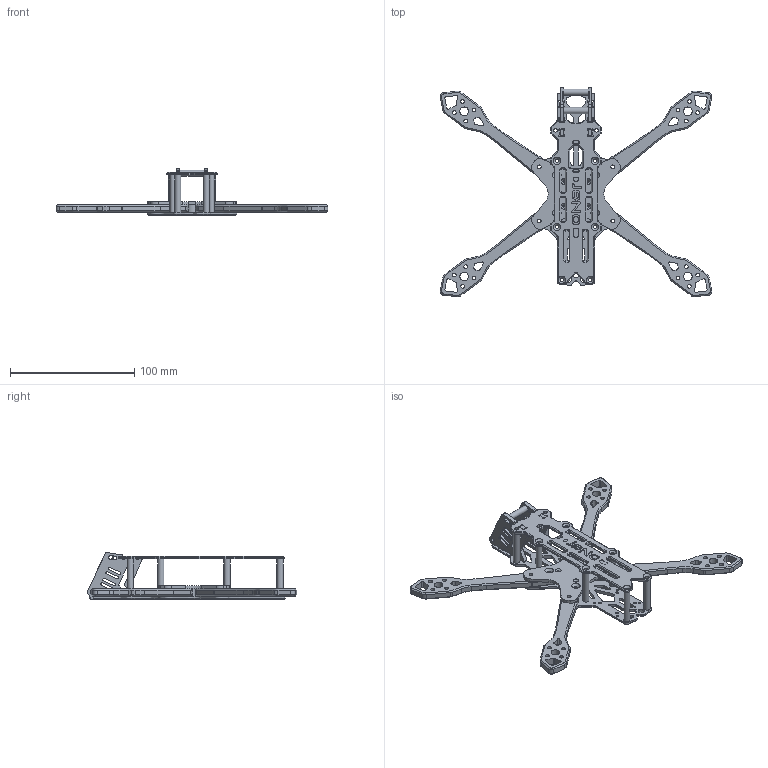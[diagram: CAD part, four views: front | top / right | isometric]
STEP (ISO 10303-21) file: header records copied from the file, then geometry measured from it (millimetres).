
FILE_DESCRIPTION(/* description */ (''),/* implementation_level */ '2;1');
FILE_NAME(/* name */ 'JeNo_WAF1.21.step',/* time_stamp */ '2023-06-12T20:05:36+02:00',/* author */ (''),/* organization */ (''),/* preprocessor_version */ 'ST-DEVELOPER v19.2',/* originating_system */ 'Autodesk Translation Framework v12.6.0.85',/* authorisation */ '');
FILE_SCHEMA (('AUTOMOTIVE_DESIGN { 1 0 10303 214 3 1 1 }'));
Length unit declared in the file: millimetre
Products named in the file (1): JeNo_WAF1.2
Bounding box: 218.49 x 168.63 x 37.58 mm (x, y, z)
Volume: 71043.8 mm3; surface area: 62937.1 mm2
Topology: 20 solids, 20 shells, 1537 faces, 4000 edges, 2508 vertices
Faces by surface type: plane 746, cylinder 564, cone 227
Full cylindrical faces by diameter (mm): 1.7 x4, 2 x4, 2.2 x4, 3 x64, 4.3 x8, 5 x10, 6.4 x4, 7 x4
Entity records: 47243 total; most frequent: DIRECTION 8411, CARTESIAN_POINT 8044, ORIENTED_EDGE 7976, EDGE_CURVE 3988, AXIS2_PLACEMENT_3D 2890, LINE 2631, VECTOR 2631, VERTEX_POINT 2508
